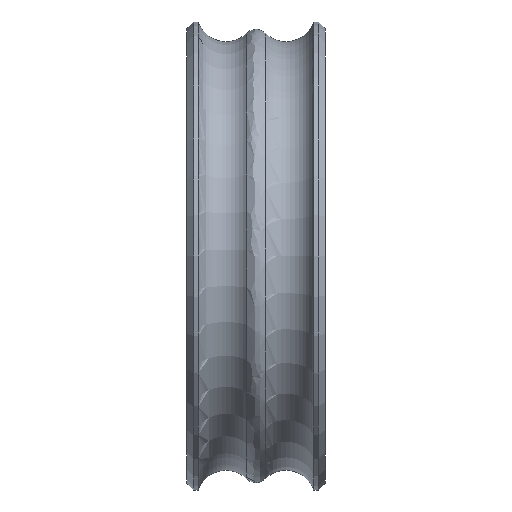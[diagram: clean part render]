
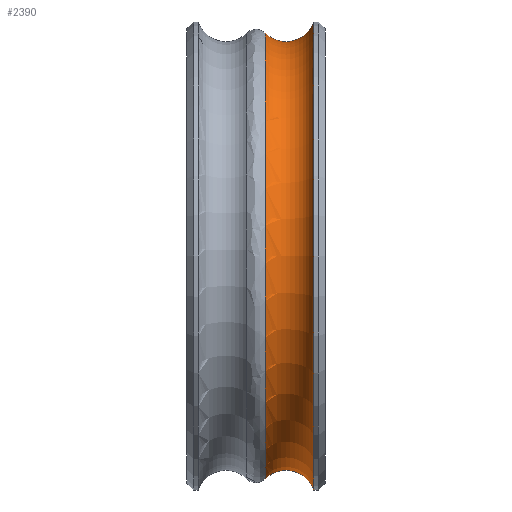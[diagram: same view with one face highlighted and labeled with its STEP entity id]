
A CAD part, front view. The second image highlights one B-rep face of the part: STEP entity #2390.
In plain terms, the highlighted toroidal (fillet/blend) face has major radius 14.635 mm and minor radius 1.765 mm.
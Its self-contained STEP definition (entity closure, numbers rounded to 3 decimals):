
#60 = CARTESIAN_POINT ( 'NONE',  ( 7.616, 0., 14.05 ) ) ;
#143 = DIRECTION ( 'NONE',  ( 1., 0., 0. ) ) ;
#218 = CIRCLE ( 'NONE', #5002, 14.05 ) ;
#259 = CARTESIAN_POINT ( 'NONE',  ( 5.95, 0., 0. ) ) ;
#275 = ORIENTED_EDGE ( 'NONE', *, *, #4444, .F. ) ;
#324 = DIRECTION ( 'NONE',  ( 0., 0., -1. ) ) ;
#344 = CARTESIAN_POINT ( 'NONE',  ( 4.711, -2.498, 13.208 ) ) ;
#380 = CARTESIAN_POINT ( 'NONE',  ( 4.711, -1.5, -13.321 ) ) ;
#389 = ORIENTED_EDGE ( 'NONE', *, *, #2292, .T. ) ;
#472 = VERTEX_POINT ( 'NONE', #6342 ) ;
#591 = VERTEX_POINT ( 'NONE', #1502 ) ;
#746 = VERTEX_POINT ( 'NONE', #1587 ) ;
#880 = CARTESIAN_POINT ( 'NONE',  ( 4.711, -8.366, -10.473 ) ) ;
#884 = AXIS2_PLACEMENT_3D ( 'NONE', #5219, #6251, #1448 ) ;
#919 = ORIENTED_EDGE ( 'NONE', *, *, #1622, .F. ) ;
#1004 = EDGE_CURVE ( 'NONE', #472, #746, #5388, .T. ) ;
#1425 = CARTESIAN_POINT ( 'NONE',  ( 4.711, -13.321, -1.487 ) ) ;
#1441 = ORIENTED_EDGE ( 'NONE', *, *, #3586, .F. ) ;
#1448 = DIRECTION ( 'NONE',  ( 0., 0., -1. ) ) ;
#1493 = CARTESIAN_POINT ( 'NONE',  ( 4.711, -4.274, 12.732 ) ) ;
#1502 = CARTESIAN_POINT ( 'NONE',  ( 4.711, 0., 13.377 ) ) ;
#1526 = CARTESIAN_POINT ( 'NONE',  ( 4.711, 0., -13.377 ) ) ;
#1587 = CARTESIAN_POINT ( 'NONE',  ( 5.95, 0., -12.869 ) ) ;
#1602 = CARTESIAN_POINT ( 'NONE',  ( 4.711, -0.011, 13.377 ) ) ;
#1622 = EDGE_CURVE ( 'NONE', #6296, #591, #3224, .T. ) ;
#1799 = DIRECTION ( 'NONE',  ( 0., 0., 1. ) ) ;
#1961 = CARTESIAN_POINT ( 'NONE',  ( 4.711, -10.818, -7.981 ) ) ;
#1994 = CARTESIAN_POINT ( 'NONE',  ( 4.711, -11.892, -6.268 ) ) ;
#2031 = CARTESIAN_POINT ( 'NONE',  ( 4.711, -9.479, -9.478 ) ) ;
#2066 = CARTESIAN_POINT ( 'NONE',  ( 4.711, -13.433, 0.5 ) ) ;
#2099 = CARTESIAN_POINT ( 'NONE',  ( 4.711, -0.498, -13.377 ) ) ;
#2129 = TOROIDAL_SURFACE ( 'NONE', #6112, 14.635, 1.765 ) ;
#2255 = AXIS2_PLACEMENT_3D ( 'NONE', #5074, #2340, #1799 ) ;
#2292 = EDGE_CURVE ( 'NONE', #6379, #2445, #3962, .T. ) ;
#2340 = DIRECTION ( 'NONE',  ( 0., 1., 0. ) ) ;
#2390 = ADVANCED_FACE ( 'NONE', ( #6885 ), #2129, .F. ) ;
#2443 = DIRECTION ( 'NONE',  ( 0., 0., -1. ) ) ;
#2445 = VERTEX_POINT ( 'NONE', #6246 ) ;
#2564 = CARTESIAN_POINT ( 'NONE',  ( 4.711, -0.841, 13.364 ) ) ;
#2602 = CARTESIAN_POINT ( 'NONE',  ( 4.711, -13.206, 2.515 ) ) ;
#2705 = ORIENTED_EDGE ( 'NONE', *, *, #1004, .F. ) ;
#2831 = B_SPLINE_CURVE_WITH_KNOTS ( 'NONE', 3,
 ( #1526, #2099, #380, #4806, #3600, #5757, #4673, #880, #2031, #1961, #1994, #6943, #5229, #1425, #2066, #2602, #4276, #3069, #3104, #6832, #4244, #3178, #6438, #1493, #344, #2564, #6906, #4213 ),
 .UNSPECIFIED., .F., .F.,
 ( 4, 1, 1, 1, 1, 1, 1, 1, 1, 1, 1, 1, 1, 1, 1, 1, 1, 1, 1, 1, 1, 1, 1, 1, 1, 4 ),
 ( 0., 0.036, 0.071, 0.107, 0.143, 0.179, 0.214, 0.25, 0.286, 0.357, 0.393, 0.428, 0.464, 0.5, 0.571, 0.607, 0.643, 0.714, 0.75, 0.786, 0.821, 0.857, 0.881, 0.952, 0.988, 1. ),
 .UNSPECIFIED. ) ;
#2919 = ORIENTED_EDGE ( 'NONE', *, *, #6499, .T. ) ;
#3069 = CARTESIAN_POINT ( 'NONE',  ( 4.711, -11.885, 6.281 ) ) ;
#3087 = DIRECTION ( 'NONE',  ( 0., 0., -1. ) ) ;
#3104 = CARTESIAN_POINT ( 'NONE',  ( 4.711, -10.803, 8.001 ) ) ;
#3178 = CARTESIAN_POINT ( 'NONE',  ( 4.711, -7.117, 11.359 ) ) ;
#3224 = B_SPLINE_CURVE_WITH_KNOTS ( 'NONE', 3,
 ( #1602, #6407, #4812, #4217 ),
 .UNSPECIFIED., .F., .F.,
 ( 4, 4 ),
 ( 1., 1. ),
 .UNSPECIFIED. ) ;
#3517 = CIRCLE ( 'NONE', #884, 1.765 ) ;
#3586 = EDGE_CURVE ( 'NONE', #746, #4239, #3517, .T. ) ;
#3600 = CARTESIAN_POINT ( 'NONE',  ( 4.711, -4.433, -12.651 ) ) ;
#3612 = CARTESIAN_POINT ( 'NONE',  ( 5.95, 0., -14.635 ) ) ;
#3888 = ORIENTED_EDGE ( 'NONE', *, *, #4759, .F. ) ;
#3954 = DIRECTION ( 'NONE',  ( 0., -1., 0. ) ) ;
#3962 = CIRCLE ( 'NONE', #6213, 1.765 ) ;
#4084 = DIRECTION ( 'NONE',  ( 1., 0., 0. ) ) ;
#4213 = CARTESIAN_POINT ( 'NONE',  ( 4.711, -0.011, 13.377 ) ) ;
#4217 = CARTESIAN_POINT ( 'NONE',  ( 4.711, 0., 13.377 ) ) ;
#4239 = VERTEX_POINT ( 'NONE', #5919 ) ;
#4244 = CARTESIAN_POINT ( 'NONE',  ( 4.711, -8.351, 10.487 ) ) ;
#4276 = CARTESIAN_POINT ( 'NONE',  ( 4.711, -12.648, 4.438 ) ) ;
#4444 = EDGE_CURVE ( 'NONE', #4239, #6296, #2831, .T. ) ;
#4673 = CARTESIAN_POINT ( 'NONE',  ( 4.711, -7.136, -11.349 ) ) ;
#4759 = EDGE_CURVE ( 'NONE', #6379, #472, #218, .T. ) ;
#4806 = CARTESIAN_POINT ( 'NONE',  ( 4.711, -2.989, -13.068 ) ) ;
#4812 = CARTESIAN_POINT ( 'NONE',  ( 4.711, -0.004, 13.377 ) ) ;
#5002 = AXIS2_PLACEMENT_3D ( 'NONE', #5584, #143, #2443 ) ;
#5059 = AXIS2_PLACEMENT_3D ( 'NONE', #3612, #3954, #324 ) ;
#5074 = CARTESIAN_POINT ( 'NONE',  ( 5.95, 0., 14.635 ) ) ;
#5219 = CARTESIAN_POINT ( 'NONE',  ( 5.95, 0., -14.635 ) ) ;
#5223 = CARTESIAN_POINT ( 'NONE',  ( 4.711, -0.011, 13.377 ) ) ;
#5229 = CARTESIAN_POINT ( 'NONE',  ( 4.711, -13.072, -2.975 ) ) ;
#5298 = EDGE_LOOP ( 'NONE', ( #3888, #389, #2919, #919, #275, #1441, #2705 ) ) ;
#5388 = CIRCLE ( 'NONE', #5059, 1.765 ) ;
#5584 = CARTESIAN_POINT ( 'NONE',  ( 7.616, 0., 0. ) ) ;
#5642 = DIRECTION ( 'NONE',  ( 0., 0., 1. ) ) ;
#5757 = CARTESIAN_POINT ( 'NONE',  ( 4.711, -5.814, -12.078 ) ) ;
#5919 = CARTESIAN_POINT ( 'NONE',  ( 4.711, 0., -13.377 ) ) ;
#6041 = CARTESIAN_POINT ( 'NONE',  ( 5.95, 0., 14.635 ) ) ;
#6112 = AXIS2_PLACEMENT_3D ( 'NONE', #259, #4084, #3087 ) ;
#6213 = AXIS2_PLACEMENT_3D ( 'NONE', #6041, #6648, #5642 ) ;
#6246 = CARTESIAN_POINT ( 'NONE',  ( 5.95, 0., 12.869 ) ) ;
#6251 = DIRECTION ( 'NONE',  ( 0., -1., 0. ) ) ;
#6296 = VERTEX_POINT ( 'NONE', #5223 ) ;
#6342 = CARTESIAN_POINT ( 'NONE',  ( 7.616, 0., -14.05 ) ) ;
#6379 = VERTEX_POINT ( 'NONE', #60 ) ;
#6407 = CARTESIAN_POINT ( 'NONE',  ( 4.711, -0.007, 13.377 ) ) ;
#6438 = CARTESIAN_POINT ( 'NONE',  ( 4.711, -5.95, 12.003 ) ) ;
#6499 = EDGE_CURVE ( 'NONE', #2445, #591, #6570, .T. ) ;
#6570 = CIRCLE ( 'NONE', #2255, 1.765 ) ;
#6648 = DIRECTION ( 'NONE',  ( 0., 1., 0. ) ) ;
#6832 = CARTESIAN_POINT ( 'NONE',  ( 4.711, -9.474, 9.483 ) ) ;
#6885 = FACE_OUTER_BOUND ( 'NONE', #5298, .T. ) ;
#6906 = CARTESIAN_POINT ( 'NONE',  ( 4.711, -0.177, 13.377 ) ) ;
#6943 = CARTESIAN_POINT ( 'NONE',  ( 4.711, -12.652, -4.427 ) ) ;
